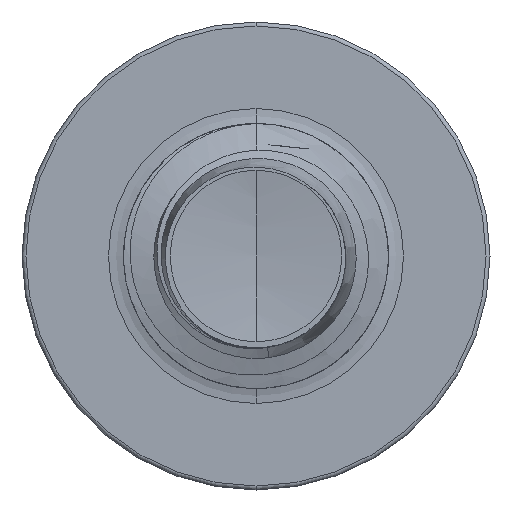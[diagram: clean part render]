
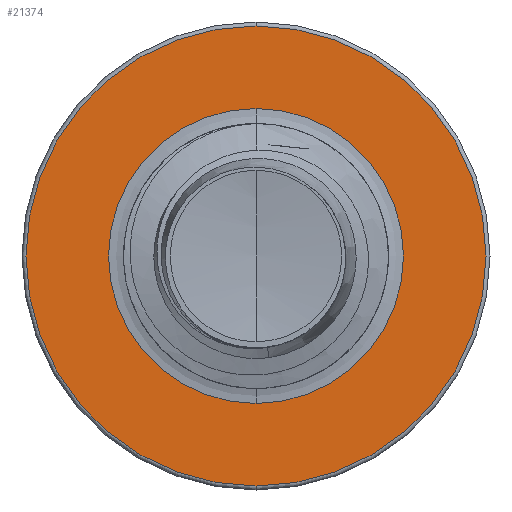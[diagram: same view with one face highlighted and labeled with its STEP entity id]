
A CAD part, front view. The second image highlights one B-rep face of the part: STEP entity #21374.
In plain terms, the highlighted planar face has unit normal (0, -1, 0).
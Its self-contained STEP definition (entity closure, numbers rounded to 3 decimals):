
#601 = EDGE_CURVE ( 'NONE', #12546, #29955, #13981, .T. ) ;
#1048 = ORIENTED_EDGE ( 'NONE', *, *, #7892, .T. ) ;
#1867 = CARTESIAN_POINT ( 'NONE',  ( 0., 14., 1.67 ) ) ;
#2123 = EDGE_CURVE ( 'NONE', #18234, #30824, #11517, .T. ) ;
#3019 = AXIS2_PLACEMENT_3D ( 'NONE', #19415, #24942, #9342 ) ;
#3274 = DIRECTION ( 'NONE',  ( 0., 1., 0. ) ) ;
#4333 = DIRECTION ( 'NONE',  ( 0., 0., 1. ) ) ;
#4984 = CARTESIAN_POINT ( 'NONE',  ( 0., 14., 0. ) ) ;
#5521 = CIRCLE ( 'NONE', #8193, 2.605 ) ;
#5696 = EDGE_CURVE ( 'NONE', #30824, #18234, #5521, .T. ) ;
#6707 = PLANE ( 'NONE',  #3019 ) ;
#7207 = ORIENTED_EDGE ( 'NONE', *, *, #2123, .F. ) ;
#7476 = DIRECTION ( 'NONE',  ( 0., 1., 0. ) ) ;
#7892 = EDGE_CURVE ( 'NONE', #29955, #12546, #17379, .T. ) ;
#8193 = AXIS2_PLACEMENT_3D ( 'NONE', #23133, #7476, #25700 ) ;
#8373 = ORIENTED_EDGE ( 'NONE', *, *, #601, .T. ) ;
#9342 = DIRECTION ( 'NONE',  ( 0., 0., 1. ) ) ;
#9500 = AXIS2_PLACEMENT_3D ( 'NONE', #18911, #3274, #21530 ) ;
#9518 = ORIENTED_EDGE ( 'NONE', *, *, #5696, .F. ) ;
#9581 = DIRECTION ( 'NONE',  ( 0., 1., 0. ) ) ;
#10138 = FACE_OUTER_BOUND ( 'NONE', #17600, .T. ) ;
#11037 = AXIS2_PLACEMENT_3D ( 'NONE', #25169, #9581, #27753 ) ;
#11517 = CIRCLE ( 'NONE', #9500, 2.605 ) ;
#12546 = VERTEX_POINT ( 'NONE', #1867 ) ;
#13981 = CIRCLE ( 'NONE', #23039, 1.67 ) ;
#16257 = CARTESIAN_POINT ( 'NONE',  ( 0., 14., 2.605 ) ) ;
#17379 = CIRCLE ( 'NONE', #11037, 1.67 ) ;
#17600 = EDGE_LOOP ( 'NONE', ( #9518, #7207 ) ) ;
#18234 = VERTEX_POINT ( 'NONE', #30655 ) ;
#18911 = CARTESIAN_POINT ( 'NONE',  ( 0., 14., 0. ) ) ;
#19415 = CARTESIAN_POINT ( 'NONE',  ( 0., 14., -1.67 ) ) ;
#19990 = DIRECTION ( 'NONE',  ( 0., 1., 0. ) ) ;
#21374 = ADVANCED_FACE ( 'NONE', ( #10138, #32496 ), #6707, .F. ) ;
#21379 = EDGE_LOOP ( 'NONE', ( #8373, #1048 ) ) ;
#21530 = DIRECTION ( 'NONE',  ( 0., 0., 1. ) ) ;
#23039 = AXIS2_PLACEMENT_3D ( 'NONE', #4984, #19990, #4333 ) ;
#23133 = CARTESIAN_POINT ( 'NONE',  ( 0., 14., 0. ) ) ;
#24942 = DIRECTION ( 'NONE',  ( 0., 1., 0. ) ) ;
#25169 = CARTESIAN_POINT ( 'NONE',  ( 0., 14., 0. ) ) ;
#25700 = DIRECTION ( 'NONE',  ( 0., 0., 1. ) ) ;
#26097 = CARTESIAN_POINT ( 'NONE',  ( 0., 14., -1.67 ) ) ;
#27753 = DIRECTION ( 'NONE',  ( 0., 0., 1. ) ) ;
#29955 = VERTEX_POINT ( 'NONE', #26097 ) ;
#30655 = CARTESIAN_POINT ( 'NONE',  ( 0., 14., -2.605 ) ) ;
#30824 = VERTEX_POINT ( 'NONE', #16257 ) ;
#32496 = FACE_BOUND ( 'NONE', #21379, .T. ) ;
